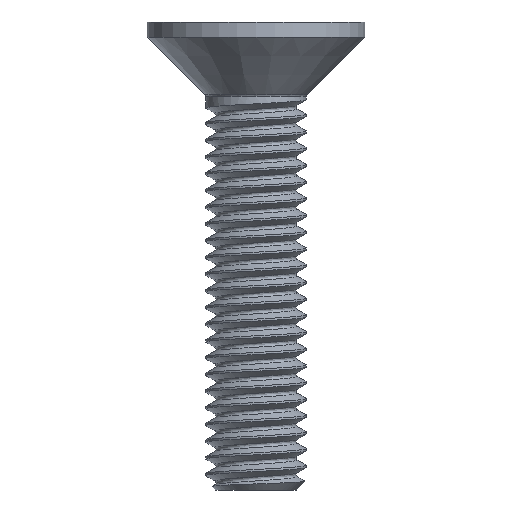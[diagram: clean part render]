
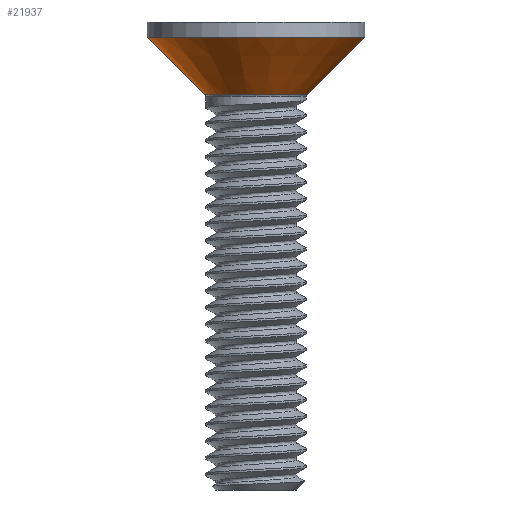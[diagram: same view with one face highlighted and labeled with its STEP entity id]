
A CAD part, front view. The second image highlights one B-rep face of the part: STEP entity #21937.
In plain terms, the highlighted conical face has half-angle 45 degrees and reference radius 1.529 mm.
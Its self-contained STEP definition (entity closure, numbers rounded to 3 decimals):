
#21317 = SURFACE_OF_REVOLUTION('',#21318,#21323);
#21318 = CIRCLE('',#21319,0.1);
#21319 = AXIS2_PLACEMENT_3D('',#21320,#21321,#21322);
#21320 = CARTESIAN_POINT('',(1.6,0.,-2.241));
#21321 = DIRECTION('',(0.,1.,0.));
#21322 = DIRECTION('',(-1.,0.,0.));
#21323 = AXIS1_PLACEMENT('',#21324,#21325);
#21324 = CARTESIAN_POINT('',(0.,0.,0.));
#21325 = DIRECTION('',(0.,0.,1.));
#21887 = VERTEX_POINT('',#21888);
#21888 = CARTESIAN_POINT('',(1.529,0.,-2.171));
#21910 = EDGE_CURVE('',#21887,#21887,#21911,.T.);
#21911 = SURFACE_CURVE('',#21912,(#21917,#21924),.PCURVE_S1.);
#21912 = CIRCLE('',#21913,1.529);
#21913 = AXIS2_PLACEMENT_3D('',#21914,#21915,#21916);
#21914 = CARTESIAN_POINT('',(0.,0.,-2.171));
#21915 = DIRECTION('',(0.,0.,1.));
#21916 = DIRECTION('',(1.,0.,-0.));
#21917 = PCURVE('',#21317,#21918);
#21918 = DEFINITIONAL_REPRESENTATION('',(#21919),#21923);
#21919 = LINE('',#21920,#21921);
#21920 = CARTESIAN_POINT('',(0.,0.785));
#21921 = VECTOR('',#21922,1.);
#21922 = DIRECTION('',(1.,0.));
#21923 = ( GEOMETRIC_REPRESENTATION_CONTEXT(2) 
PARAMETRIC_REPRESENTATION_CONTEXT() REPRESENTATION_CONTEXT('2D SPACE',''
  ) );
#21924 = PCURVE('',#21925,#21930);
#21925 = CONICAL_SURFACE('',#21926,1.529,0.785);
#21926 = AXIS2_PLACEMENT_3D('',#21927,#21928,#21929);
#21927 = CARTESIAN_POINT('',(0.,0.,-2.171));
#21928 = DIRECTION('',(0.,0.,1.));
#21929 = DIRECTION('',(1.,0.,-0.));
#21930 = DEFINITIONAL_REPRESENTATION('',(#21931),#21935);
#21931 = LINE('',#21932,#21933);
#21932 = CARTESIAN_POINT('',(0.,0.));
#21933 = VECTOR('',#21934,1.);
#21934 = DIRECTION('',(1.,0.));
#21935 = ( GEOMETRIC_REPRESENTATION_CONTEXT(2) 
PARAMETRIC_REPRESENTATION_CONTEXT() REPRESENTATION_CONTEXT('2D SPACE',''
  ) );
#21937 = ADVANCED_FACE('',(#21938),#21925,.T.);
#21938 = FACE_BOUND('',#21939,.T.);
#21939 = EDGE_LOOP('',(#21940,#21941,#21964,#21991));
#21940 = ORIENTED_EDGE('',*,*,#21910,.T.);
#21941 = ORIENTED_EDGE('',*,*,#21942,.T.);
#21942 = EDGE_CURVE('',#21887,#21943,#21945,.T.);
#21943 = VERTEX_POINT('',#21944);
#21944 = CARTESIAN_POINT('',(3.25,0.,-0.45));
#21945 = SEAM_CURVE('',#21946,(#21950,#21957),.PCURVE_S1.);
#21946 = LINE('',#21947,#21948);
#21947 = CARTESIAN_POINT('',(1.529,0.,-2.171));
#21948 = VECTOR('',#21949,1.);
#21949 = DIRECTION('',(0.707,0.,0.707));
#21950 = PCURVE('',#21925,#21951);
#21951 = DEFINITIONAL_REPRESENTATION('',(#21952),#21956);
#21952 = LINE('',#21953,#21954);
#21953 = CARTESIAN_POINT('',(0.,0.));
#21954 = VECTOR('',#21955,1.);
#21955 = DIRECTION('',(0.,1.));
#21956 = ( GEOMETRIC_REPRESENTATION_CONTEXT(2) 
PARAMETRIC_REPRESENTATION_CONTEXT() REPRESENTATION_CONTEXT('2D SPACE',''
  ) );
#21957 = PCURVE('',#21925,#21958);
#21958 = DEFINITIONAL_REPRESENTATION('',(#21959),#21963);
#21959 = LINE('',#21960,#21961);
#21960 = CARTESIAN_POINT('',(6.283,0.));
#21961 = VECTOR('',#21962,1.);
#21962 = DIRECTION('',(0.,1.));
#21963 = ( GEOMETRIC_REPRESENTATION_CONTEXT(2) 
PARAMETRIC_REPRESENTATION_CONTEXT() REPRESENTATION_CONTEXT('2D SPACE',''
  ) );
#21964 = ORIENTED_EDGE('',*,*,#21965,.F.);
#21965 = EDGE_CURVE('',#21943,#21943,#21966,.T.);
#21966 = SURFACE_CURVE('',#21967,(#21972,#21979),.PCURVE_S1.);
#21967 = CIRCLE('',#21968,3.25);
#21968 = AXIS2_PLACEMENT_3D('',#21969,#21970,#21971);
#21969 = CARTESIAN_POINT('',(0.,0.,-0.45));
#21970 = DIRECTION('',(0.,0.,1.));
#21971 = DIRECTION('',(1.,0.,-0.));
#21972 = PCURVE('',#21925,#21973);
#21973 = DEFINITIONAL_REPRESENTATION('',(#21974),#21978);
#21974 = LINE('',#21975,#21976);
#21975 = CARTESIAN_POINT('',(0.,1.721));
#21976 = VECTOR('',#21977,1.);
#21977 = DIRECTION('',(1.,0.));
#21978 = ( GEOMETRIC_REPRESENTATION_CONTEXT(2) 
PARAMETRIC_REPRESENTATION_CONTEXT() REPRESENTATION_CONTEXT('2D SPACE',''
  ) );
#21979 = PCURVE('',#21980,#21985);
#21980 = CYLINDRICAL_SURFACE('',#21981,3.25);
#21981 = AXIS2_PLACEMENT_3D('',#21982,#21983,#21984);
#21982 = CARTESIAN_POINT('',(0.,0.,-0.45));
#21983 = DIRECTION('',(0.,0.,1.));
#21984 = DIRECTION('',(1.,0.,-0.));
#21985 = DEFINITIONAL_REPRESENTATION('',(#21986),#21990);
#21986 = LINE('',#21987,#21988);
#21987 = CARTESIAN_POINT('',(0.,0.));
#21988 = VECTOR('',#21989,1.);
#21989 = DIRECTION('',(1.,0.));
#21990 = ( GEOMETRIC_REPRESENTATION_CONTEXT(2) 
PARAMETRIC_REPRESENTATION_CONTEXT() REPRESENTATION_CONTEXT('2D SPACE',''
  ) );
#21991 = ORIENTED_EDGE('',*,*,#21942,.F.);
